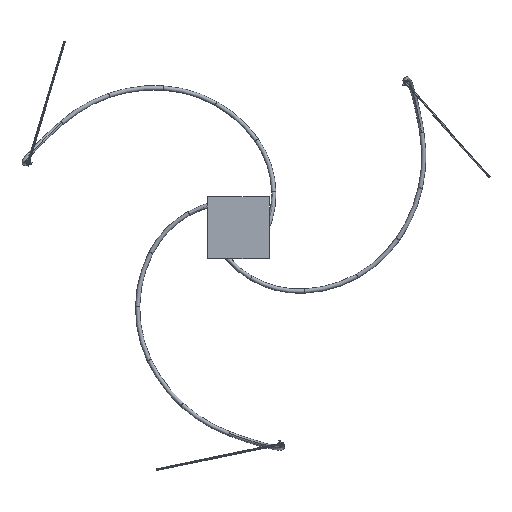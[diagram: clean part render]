
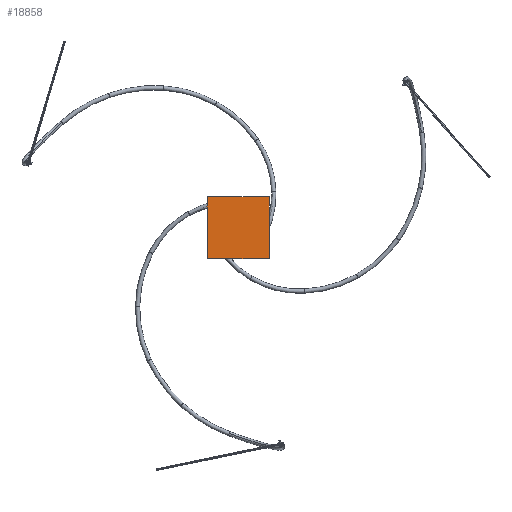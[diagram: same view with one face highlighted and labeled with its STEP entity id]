
A CAD part, front view. The second image highlights one B-rep face of the part: STEP entity #18858.
In plain terms, the highlighted face is planar.
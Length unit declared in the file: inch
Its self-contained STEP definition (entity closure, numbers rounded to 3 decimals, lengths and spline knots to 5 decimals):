
#9989 = VECTOR ( 'NONE', #10027, 39.37008 ) ;
#9990 = CARTESIAN_POINT ( 'NONE',  ( 48., 48., 1. ) ) ;
#9991 = LINE ( 'NONE', #9990, #9989 ) ;
#10001 = DIRECTION ( 'NONE',  ( -1., 0., 0. ) ) ;
#10002 = VECTOR ( 'NONE', #10001, 39.37008 ) ;
#10003 = CARTESIAN_POINT ( 'NONE',  ( 48., 48., 1. ) ) ;
#10005 = LINE ( 'NONE', #10003, #10002 ) ;
#10027 = DIRECTION ( 'NONE',  ( 0., 1., 0. ) ) ;
#10248 = CARTESIAN_POINT ( 'NONE',  ( 48., 48., 1. ) ) ;
#11838 = CARTESIAN_POINT ( 'NONE',  ( 48., -48., 1. ) ) ;
#15304 = DIRECTION ( 'NONE',  ( 1., 0., 0. ) ) ;
#15305 = VECTOR ( 'NONE', #15304, 39.37008 ) ;
#15308 = CARTESIAN_POINT ( 'NONE',  ( 48., -48., 1. ) ) ;
#15309 = LINE ( 'NONE', #15308, #15305 ) ;
#15345 = DIRECTION ( 'NONE',  ( -1., 0., 0. ) ) ;
#15346 = DIRECTION ( 'NONE',  ( 0., 0., 1. ) ) ;
#15347 = CARTESIAN_POINT ( 'NONE',  ( -48., -48., 1. ) ) ;
#15348 = AXIS2_PLACEMENT_3D ( 'NONE', #15347, #15346, #15345 ) ;
#15352 = FACE_OUTER_BOUND ( 'NONE', #18859, .T. ) ;
#15354 = PLANE ( 'NONE',  #15348 ) ;
#15424 = DIRECTION ( 'NONE',  ( 0., -1., 0. ) ) ;
#15425 = VECTOR ( 'NONE', #15424, 39.37008 ) ;
#15426 = CARTESIAN_POINT ( 'NONE',  ( -48., 48., 1. ) ) ;
#15431 = LINE ( 'NONE', #15426, #15425 ) ;
#15435 = CARTESIAN_POINT ( 'NONE',  ( -48., 48., 1. ) ) ;
#15441 = CARTESIAN_POINT ( 'NONE',  ( -48., -48., 1. ) ) ;
#16799 = EDGE_CURVE ( 'NONE', #16884, #18881, #10005, .T. ) ;
#16808 = EDGE_CURVE ( 'NONE', #17295, #16884, #9991, .T. ) ;
#16884 = VERTEX_POINT ( 'NONE', #10248 ) ;
#17295 = VERTEX_POINT ( 'NONE', #11838 ) ;
#18847 = EDGE_CURVE ( 'NONE', #18878, #17295, #15309, .T. ) ;
#18853 = ORIENTED_EDGE ( 'NONE', *, *, #16799, .T. ) ;
#18856 = ORIENTED_EDGE ( 'NONE', *, *, #18847, .T. ) ;
#18857 = ORIENTED_EDGE ( 'NONE', *, *, #16808, .T. ) ;
#18858 = ADVANCED_FACE ( 'NONE', ( #15352 ), #15354, .T. ) ;
#18859 = EDGE_LOOP ( 'NONE', ( #18866, #18856, #18857, #18853 ) ) ;
#18866 = ORIENTED_EDGE ( 'NONE', *, *, #18879, .T. ) ;
#18878 = VERTEX_POINT ( 'NONE', #15441 ) ;
#18879 = EDGE_CURVE ( 'NONE', #18881, #18878, #15431, .T. ) ;
#18881 = VERTEX_POINT ( 'NONE', #15435 ) ;
